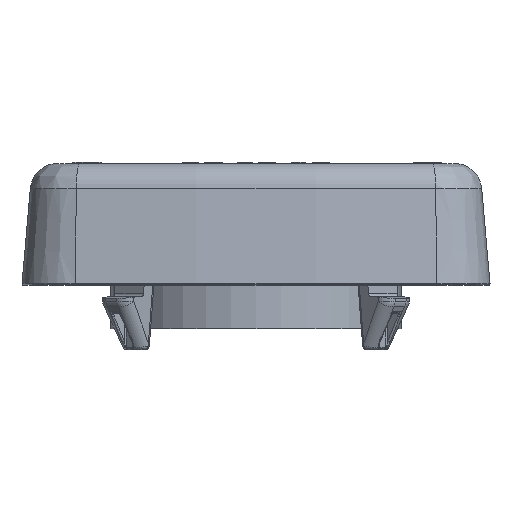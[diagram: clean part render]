
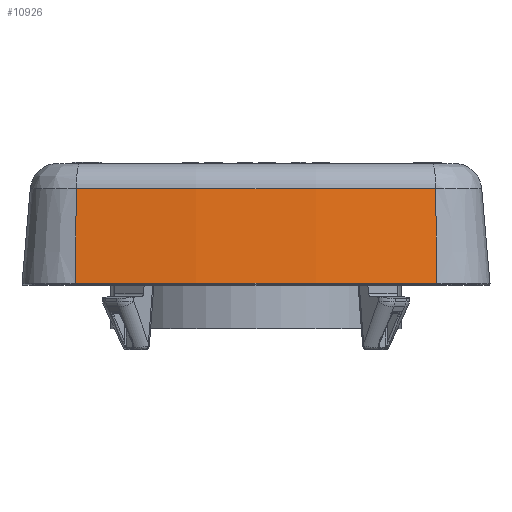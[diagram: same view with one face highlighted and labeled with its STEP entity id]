
A CAD part, left-side view. The second image highlights one B-rep face of the part: STEP entity #10926.
In plain terms, the highlighted conical face has half-angle 5 degrees and reference radius 182.518 mm.
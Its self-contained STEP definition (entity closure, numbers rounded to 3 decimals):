
#171=CONICAL_SURFACE('',#36183,182.518,5.);
#2524=LINE('',#52114,#6713);
#2525=LINE('',#52115,#6714);
#6713=VECTOR('',#39568,1.);
#6714=VECTOR('',#39569,1.);
#10926=ADVANCED_FACE('',(#12919),#171,.T.);
#12919=FACE_OUTER_BOUND('',#14800,.T.);
#14800=EDGE_LOOP('',(#17970,#17971,#17972,#17973));
#17970=ORIENTED_EDGE('',*,*,#30650,.F.);
#17971=ORIENTED_EDGE('',*,*,#30651,.F.);
#17972=ORIENTED_EDGE('',*,*,#30632,.T.);
#17973=ORIENTED_EDGE('',*,*,#30652,.F.);
#27063=VERTEX_POINT('',#52076);
#27064=VERTEX_POINT('',#52077);
#27072=VERTEX_POINT('',#52112);
#27073=VERTEX_POINT('',#52113);
#30632=EDGE_CURVE('',#27063,#27064,#35211,.T.);
#30650=EDGE_CURVE('',#27072,#27073,#35227,.T.);
#30651=EDGE_CURVE('',#27063,#27072,#2524,.T.);
#30652=EDGE_CURVE('',#27073,#27064,#2525,.T.);
#35211=CIRCLE('',#36157,183.033);
#35227=CIRCLE('',#36182,182.003);
#36157=AXIS2_PLACEMENT_3D('',#52075,#39514,#39515);
#36182=AXIS2_PLACEMENT_3D('',#52111,#39566,#39567);
#36183=AXIS2_PLACEMENT_3D('',#52116,#39570,#39571);
#39514=DIRECTION('',(0.,0.,1.));
#39515=DIRECTION('',(-0.992,-0.123,0.));
#39566=DIRECTION('',(0.,0.,1.));
#39567=DIRECTION('',(-0.992,0.123,0.));
#39568=DIRECTION('',(0.086,-0.011,0.996));
#39569=DIRECTION('',(-0.086,-0.011,-0.996));
#39570=DIRECTION('',(0.,0.,-1.));
#39571=DIRECTION('',(1.,0.,0.));
#52075=CARTESIAN_POINT('',(108.25,0.,-0.383));
#52076=CARTESIAN_POINT('',(-73.405,22.423,-0.383));
#52077=CARTESIAN_POINT('',(-73.405,-22.423,-0.383));
#52111=CARTESIAN_POINT('',(108.25,0.,11.396));
#52112=CARTESIAN_POINT('',(-72.382,22.297,11.396));
#52113=CARTESIAN_POINT('',(-72.382,-22.297,11.396));
#52114=CARTESIAN_POINT('',(-72.382,22.297,11.396));
#52115=CARTESIAN_POINT('',(-72.382,-22.297,11.396));
#52116=CARTESIAN_POINT('',(108.25,0.,5.507));
